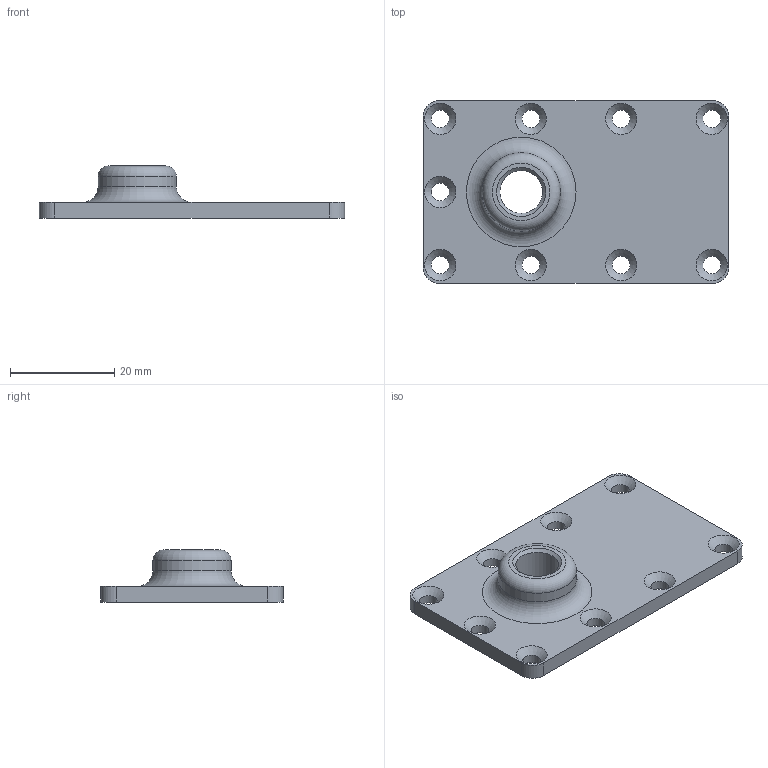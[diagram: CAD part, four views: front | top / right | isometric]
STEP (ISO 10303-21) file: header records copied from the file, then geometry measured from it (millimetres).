
FILE_DESCRIPTION(('FreeCAD Model'),'2;1');
FILE_NAME('LuggageScaleToLoadCell_lid.step','2020-07-25T19:01:26',('Author'),(''), 'Open CASCADE STEP processor 7.3','FreeCAD','Unknown');
FILE_SCHEMA(('CONFIG_CONTROL_DESIGN','SHAPE_APPEARANCE_LAYER_MIM'));
Length unit declared in the file: millimetre
Products named in the file (1): Body
Bounding box: 58.5 x 35 x 10 mm (x, y, z)
Volume: 6537.4 mm3; surface area: 5071 mm2
Topology: 1 solids, 1 shells, 34 faces, 81 edges, 50 vertices
Faces by surface type: cylinder 15, cone 10, plane 7, torus 2
Full cylindrical faces by diameter (mm): 3.4 x9, 8.2 x1, 15 x1
Entity records: 1084 total; most frequent: DIRECTION 195, CARTESIAN_POINT 166, ORIENTED_EDGE 162, EDGE_CURVE 81, AXIS2_PLACEMENT_3D 79, FACE_BOUND 55, EDGE_LOOP 55, VERTEX_POINT 50
